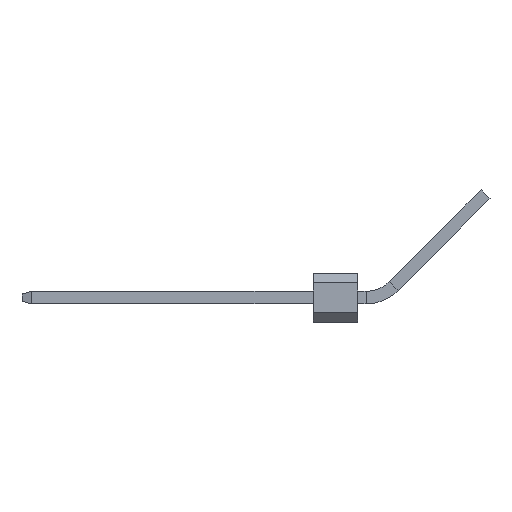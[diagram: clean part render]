
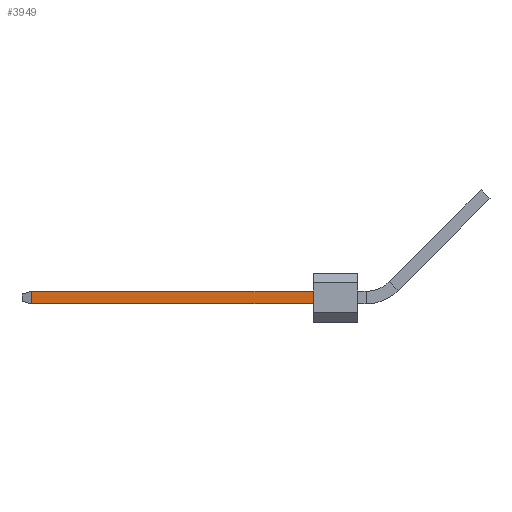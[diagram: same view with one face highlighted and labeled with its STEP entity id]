
A CAD part, left-side view. The second image highlights one B-rep face of the part: STEP entity #3949.
In plain terms, the highlighted planar face has unit normal (-1, 0, 0).
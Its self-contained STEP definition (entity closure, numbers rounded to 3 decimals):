
#121 = LINE ( 'NONE', #5222, #231 ) ;
#231 = VECTOR ( 'NONE', #2400, 1000. ) ;
#410 = LINE ( 'NONE', #4894, #2092 ) ;
#731 = LINE ( 'NONE', #2963, #6532 ) ;
#779 = DIRECTION ( 'NONE',  ( 0., -1., 0. ) ) ;
#1063 = ORIENTED_EDGE ( 'NONE', *, *, #5837, .F. ) ;
#1437 = VECTOR ( 'NONE', #779, 1000. ) ;
#1625 = ORIENTED_EDGE ( 'NONE', *, *, #6012, .T. ) ;
#1965 = DIRECTION ( 'NONE',  ( 0., 0., -1. ) ) ;
#2036 = CARTESIAN_POINT ( 'NONE',  ( -0.32, 17.12, -0.32 ) ) ;
#2092 = VECTOR ( 'NONE', #4935, 1000. ) ;
#2400 = DIRECTION ( 'NONE',  ( 0., 0., -1. ) ) ;
#2428 = EDGE_LOOP ( 'NONE', ( #1063, #6020, #2917, #1625 ) ) ;
#2682 = VERTEX_POINT ( 'NONE', #2930 ) ;
#2917 = ORIENTED_EDGE ( 'NONE', *, *, #3566, .T. ) ;
#2930 = CARTESIAN_POINT ( 'NONE',  ( -0.32, 2.29, 0.32 ) ) ;
#2963 = CARTESIAN_POINT ( 'NONE',  ( -0.32, 2.29, 0. ) ) ;
#3422 = AXIS2_PLACEMENT_3D ( 'NONE', #2036, #4266, #1965 ) ;
#3469 = LINE ( 'NONE', #5719, #1437 ) ;
#3566 = EDGE_CURVE ( 'NONE', #4653, #4419, #3469, .T. ) ;
#3949 = ADVANCED_FACE ( 'NONE', ( #4776 ), #5919, .F. ) ;
#4009 = CARTESIAN_POINT ( 'NONE',  ( -0.32, 16.62, 0.32 ) ) ;
#4207 = CARTESIAN_POINT ( 'NONE',  ( -0.32, 16.62, -0.32 ) ) ;
#4266 = DIRECTION ( 'NONE',  ( 1., 0., 0. ) ) ;
#4419 = VERTEX_POINT ( 'NONE', #4812 ) ;
#4653 = VERTEX_POINT ( 'NONE', #4207 ) ;
#4776 = FACE_OUTER_BOUND ( 'NONE', #2428, .T. ) ;
#4812 = CARTESIAN_POINT ( 'NONE',  ( -0.32, 2.29, -0.32 ) ) ;
#4894 = CARTESIAN_POINT ( 'NONE',  ( -0.32, 17.12, 0.32 ) ) ;
#4935 = DIRECTION ( 'NONE',  ( 0., -1., 0. ) ) ;
#5222 = CARTESIAN_POINT ( 'NONE',  ( -0.32, 16.62, -0.32 ) ) ;
#5420 = EDGE_CURVE ( 'NONE', #7111, #4653, #121, .T. ) ;
#5719 = CARTESIAN_POINT ( 'NONE',  ( -0.32, 17.12, -0.32 ) ) ;
#5783 = DIRECTION ( 'NONE',  ( 0., 0., 1. ) ) ;
#5837 = EDGE_CURVE ( 'NONE', #7111, #2682, #410, .T. ) ;
#5919 = PLANE ( 'NONE',  #3422 ) ;
#6012 = EDGE_CURVE ( 'NONE', #4419, #2682, #731, .T. ) ;
#6020 = ORIENTED_EDGE ( 'NONE', *, *, #5420, .T. ) ;
#6532 = VECTOR ( 'NONE', #5783, 1000. ) ;
#7111 = VERTEX_POINT ( 'NONE', #4009 ) ;
